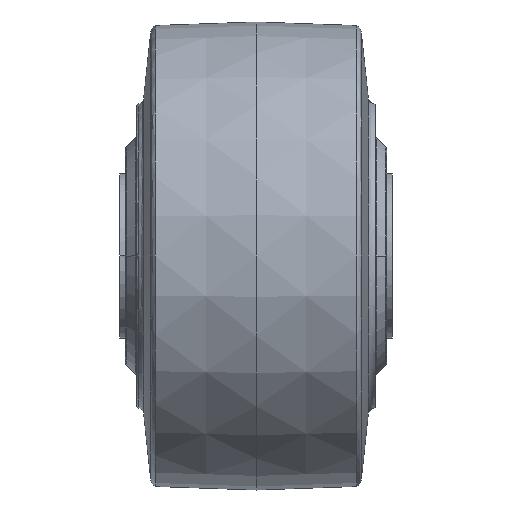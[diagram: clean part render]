
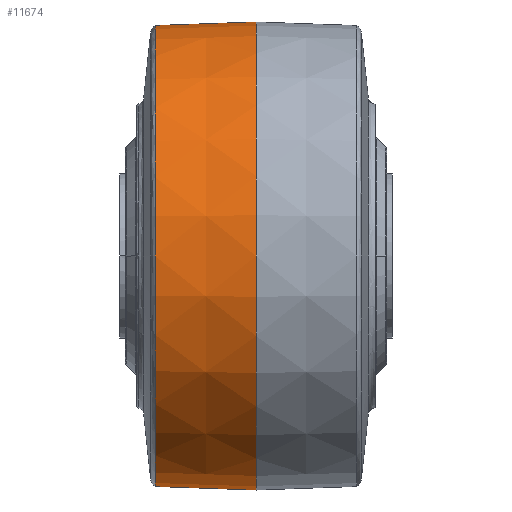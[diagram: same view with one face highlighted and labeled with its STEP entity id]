
A CAD part, front view. The second image highlights one B-rep face of the part: STEP entity #11674.
In plain terms, the highlighted conical face has half-angle 2 degrees and reference radius 49.784 mm.
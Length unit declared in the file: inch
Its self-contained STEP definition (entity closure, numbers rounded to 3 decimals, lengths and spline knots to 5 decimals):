
#919 = CIRCLE ( 'NONE', #26144, 1.93049 ) ;
#1555 = CARTESIAN_POINT ( 'NONE',  ( 0., 0., 1.96 ) ) ;
#4102 = ORIENTED_EDGE ( 'NONE', *, *, #32952, .T. ) ;
#11674 = ADVANCED_FACE ( 'NONE', ( #84741 ), #91784, .T. ) ;
#12181 = CARTESIAN_POINT ( 'NONE',  ( 0., 0., 0. ) ) ;
#12646 = LINE ( 'NONE', #74892, #89905 ) ;
#14690 = DIRECTION ( 'NONE',  ( 0.999, 0., -0.035 ) ) ;
#19284 = LINE ( 'NONE', #37116, #56772 ) ;
#26144 = AXIS2_PLACEMENT_3D ( 'NONE', #70070, #77589, #84437 ) ;
#27155 = VERTEX_POINT ( 'NONE', #49548 ) ;
#32952 = EDGE_CURVE ( 'NONE', #69063, #39549, #70898, .T. ) ;
#33215 = CARTESIAN_POINT ( 'NONE',  ( 0., 0., 0. ) ) ;
#36796 = CARTESIAN_POINT ( 'NONE',  ( 0., 0., -1.96 ) ) ;
#37116 = CARTESIAN_POINT ( 'NONE',  ( 0., 0., 1.96 ) ) ;
#39154 = DIRECTION ( 'NONE',  ( 1., 0., 0. ) ) ;
#39549 = VERTEX_POINT ( 'NONE', #1555 ) ;
#46282 = EDGE_CURVE ( 'NONE', #27155, #69063, #12646, .T. ) ;
#49548 = CARTESIAN_POINT ( 'NONE',  ( -0.845, 0., -1.93049 ) ) ;
#50082 = DIRECTION ( 'NONE',  ( -1., 0., 0. ) ) ;
#52578 = ORIENTED_EDGE ( 'NONE', *, *, #77560, .F. ) ;
#52808 = DIRECTION ( 'NONE',  ( 0.999, 0., 0.035 ) ) ;
#55180 = VERTEX_POINT ( 'NONE', #70644 ) ;
#56772 = VECTOR ( 'NONE', #52808, 39.37008 ) ;
#64873 = ORIENTED_EDGE ( 'NONE', *, *, #71533, .T. ) ;
#69063 = VERTEX_POINT ( 'NONE', #36796 ) ;
#69934 = DIRECTION ( 'NONE',  ( 0., 0., 1. ) ) ;
#70070 = CARTESIAN_POINT ( 'NONE',  ( -0.845, 0., 0. ) ) ;
#70644 = CARTESIAN_POINT ( 'NONE',  ( -0.845, 0., 1.93049 ) ) ;
#70898 = CIRCLE ( 'NONE', #92691, 1.96 ) ;
#71533 = EDGE_CURVE ( 'NONE', #55180, #27155, #919, .T. ) ;
#72094 = DIRECTION ( 'NONE',  ( 0., 0., 1. ) ) ;
#73321 = EDGE_LOOP ( 'NONE', ( #64873, #84662, #4102, #52578 ) ) ;
#74892 = CARTESIAN_POINT ( 'NONE',  ( 0., 0., -1.96 ) ) ;
#77560 = EDGE_CURVE ( 'NONE', #55180, #39549, #19284, .T. ) ;
#77589 = DIRECTION ( 'NONE',  ( 1., 0., 0. ) ) ;
#84437 = DIRECTION ( 'NONE',  ( 0., 0., 1. ) ) ;
#84662 = ORIENTED_EDGE ( 'NONE', *, *, #46282, .T. ) ;
#84741 = FACE_OUTER_BOUND ( 'NONE', #73321, .T. ) ;
#89905 = VECTOR ( 'NONE', #14690, 39.37008 ) ;
#90191 = AXIS2_PLACEMENT_3D ( 'NONE', #33215, #39154, #69934 ) ;
#91784 = CONICAL_SURFACE ( 'NONE', #90191, 1.96, 0.035 ) ;
#92691 = AXIS2_PLACEMENT_3D ( 'NONE', #12181, #50082, #72094 ) ;
